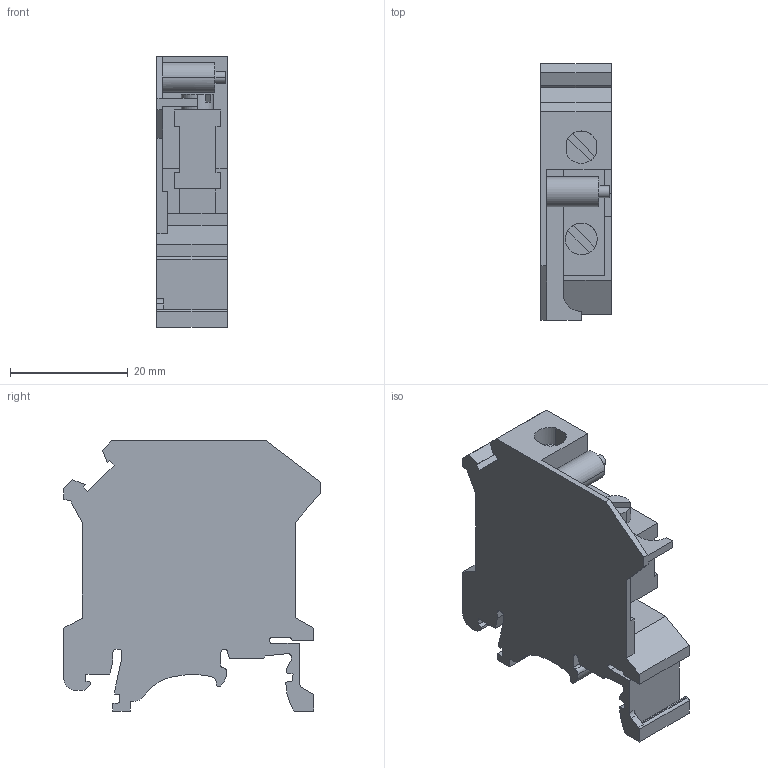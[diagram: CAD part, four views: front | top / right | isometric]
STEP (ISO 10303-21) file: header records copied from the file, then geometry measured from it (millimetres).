
FILE_DESCRIPTION(('Creo Elements/Direct Modeling STEP Export'),'2;1');
FILE_NAME('model.stp','2019-08-23T 0:15:52',(''),(''),'Creo Elements/Direct Modeling STEP processor for AP214 (Solid Model)','Creo Elements/Direct Modeling 20.1A 29-Sep-2018 (C) Parametric Technology GmbH','');
FILE_SCHEMA(('AUTOMOTIVE_DESIGN { 1 0 10303 214 1 1 1 1 }'));
Length unit declared in the file: millimetre
Products named in the file (2): UIKN_16_BU-select
Assembly tree (1 placements, depth 2):
  UIKN_16_BU-select
    UIKN_16_BU-select
Bounding box: 12 x 43.55 x 45.9 mm (x, y, z)
Volume: 12230.1 mm3; surface area: 7530.9 mm2
Topology: 1 solids, 1 shells, 157 faces, 443 edges, 292 vertices
Faces by surface type: plane 126, cylinder 31
Entity records: 6215 total; most frequent: ORIENTED_EDGE 886, CARTESIAN_POINT 870, DIRECTION 790, EDGE_CURVE 443, VECTOR 366, LINE 366, VERTEX_POINT 292, AXIS2_PLACEMENT_3D 212
